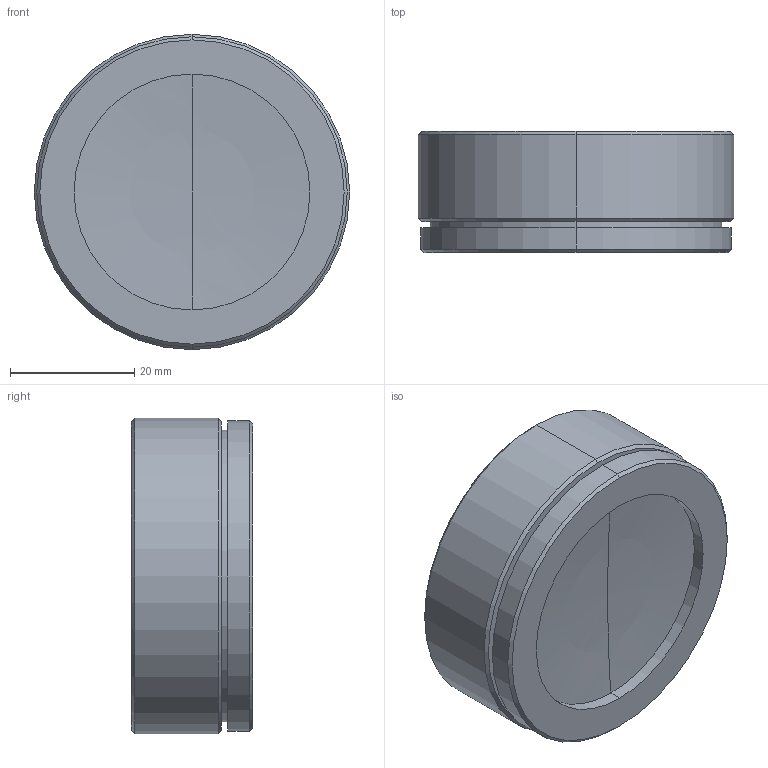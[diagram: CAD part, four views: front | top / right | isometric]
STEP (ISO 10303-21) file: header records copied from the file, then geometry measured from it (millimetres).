
FILE_DESCRIPTION (( 'STEP AP203' ), '1' );
FILE_NAME ('145255.STEP', '2024-12-17T05:06:26', ( '' ), ( '' ), 'SwSTEP 2.0', 'SolidWorks 2020', '' );
FILE_SCHEMA (( 'CONFIG_CONTROL_DESIGN' ));
Length unit declared in the file: millimetre
Products named in the file (1): 145255
Bounding box: 50.8 x 19.5 x 50.8 mm (x, y, z)
Volume: 21508.9 mm3; surface area: 15413.6 mm2
Topology: 4 solids, 4 shells, 62 faces, 138 edges, 82 vertices
Faces by surface type: cylinder 26, plane 18, cone 10, sphere 8
Entity records: 1719 total; most frequent: DIRECTION 326, CARTESIAN_POINT 267, ORIENTED_EDGE 252, AXIS2_PLACEMENT_3D 137, EDGE_CURVE 126, VERTEX_POINT 78, CIRCLE 74, EDGE_LOOP 72
